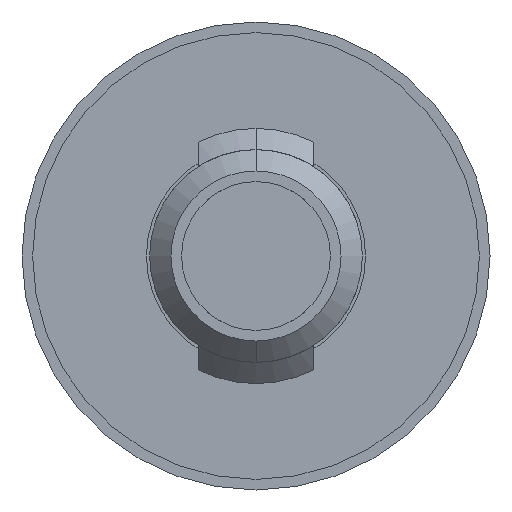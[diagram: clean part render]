
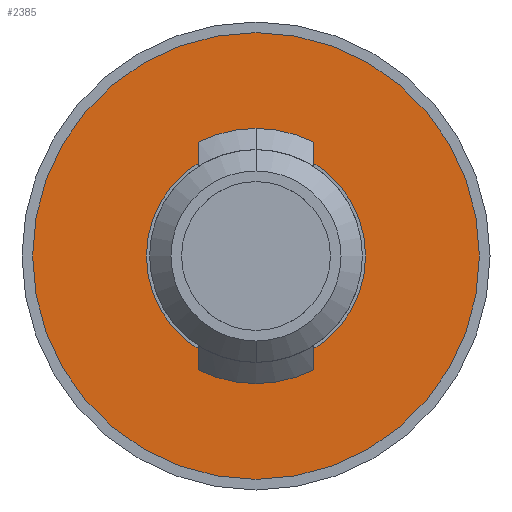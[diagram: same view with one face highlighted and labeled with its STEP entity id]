
A CAD part, front view. The second image highlights one B-rep face of the part: STEP entity #2385.
In plain terms, the highlighted planar face has unit normal (0, -1, 0).
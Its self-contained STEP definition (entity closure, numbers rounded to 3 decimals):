
#1080 = CARTESIAN_POINT ( 'NONE',  ( 0., -0.8, -10.5 ) ) ;
#1331 = CARTESIAN_POINT ( 'NONE',  ( 0., -0.8, 10.5 ) ) ;
#1367 = DIRECTION ( 'NONE',  ( 0., 0., 1. ) ) ;
#1368 = DIRECTION ( 'NONE',  ( 0., 1., 0. ) ) ;
#1369 = CARTESIAN_POINT ( 'NONE',  ( 0., -0.8, 0. ) ) ;
#1370 = AXIS2_PLACEMENT_3D ( 'NONE', #1369, #1368, #1367 ) ;
#1371 = CIRCLE ( 'NONE', #1370, 10.5 ) ;
#1497 = DIRECTION ( 'NONE',  ( 0., 0., 1. ) ) ;
#1498 = DIRECTION ( 'NONE',  ( 0., 1., 0. ) ) ;
#1499 = AXIS2_PLACEMENT_3D ( 'NONE', #1506, #1498, #1497 ) ;
#1500 = CIRCLE ( 'NONE', #1499, 10.5 ) ;
#1506 = CARTESIAN_POINT ( 'NONE',  ( 0., -0.8, 0. ) ) ;
#1578 = DIRECTION ( 'NONE',  ( 0., 0., 1. ) ) ;
#1579 = DIRECTION ( 'NONE',  ( 0., 1., 0. ) ) ;
#1580 = CARTESIAN_POINT ( 'NONE',  ( 0., -0.8, 0. ) ) ;
#1581 = AXIS2_PLACEMENT_3D ( 'NONE', #1580, #1579, #1578 ) ;
#1582 = CIRCLE ( 'NONE', #1581, 5.15 ) ;
#1587 = CARTESIAN_POINT ( 'NONE',  ( 0., -0.8, 5.15 ) ) ;
#1588 = CARTESIAN_POINT ( 'NONE',  ( 0., -0.8, -5.15 ) ) ;
#1619 = DIRECTION ( 'NONE',  ( 0., 0., 1. ) ) ;
#1620 = DIRECTION ( 'NONE',  ( 0., 1., 0. ) ) ;
#1621 = CARTESIAN_POINT ( 'NONE',  ( 0., -0.8, 0. ) ) ;
#1622 = AXIS2_PLACEMENT_3D ( 'NONE', #1621, #1620, #1619 ) ;
#1623 = PLANE ( 'NONE',  #1622 ) ;
#1624 = FACE_OUTER_BOUND ( 'NONE', #2417, .T. ) ;
#1625 = FACE_BOUND ( 'NONE', #2384, .T. ) ;
#1632 = DIRECTION ( 'NONE',  ( 0., 0., 1. ) ) ;
#1633 = DIRECTION ( 'NONE',  ( 0., 1., 0. ) ) ;
#1634 = CARTESIAN_POINT ( 'NONE',  ( 0., -0.8, 0. ) ) ;
#1635 = AXIS2_PLACEMENT_3D ( 'NONE', #1634, #1633, #1632 ) ;
#1636 = CIRCLE ( 'NONE', #1635, 5.15 ) ;
#2085 = VERTEX_POINT ( 'NONE', #1080 ) ;
#2226 = VERTEX_POINT ( 'NONE', #1331 ) ;
#2238 = EDGE_CURVE ( 'NONE', #2226, #2085, #1371, .T. ) ;
#2301 = EDGE_CURVE ( 'NONE', #2085, #2226, #1500, .T. ) ;
#2368 = VERTEX_POINT ( 'NONE', #1588 ) ;
#2369 = VERTEX_POINT ( 'NONE', #1587 ) ;
#2374 = EDGE_CURVE ( 'NONE', #2368, #2369, #1582, .T. ) ;
#2378 = EDGE_CURVE ( 'NONE', #2369, #2368, #1636, .T. ) ;
#2384 = EDGE_LOOP ( 'NONE', ( #2386, #2420 ) ) ;
#2385 = ADVANCED_FACE ( 'NONE', ( #1625, #1624 ), #1623, .F. ) ;
#2386 = ORIENTED_EDGE ( 'NONE', *, *, #2378, .T. ) ;
#2416 = ORIENTED_EDGE ( 'NONE', *, *, #2238, .F. ) ;
#2417 = EDGE_LOOP ( 'NONE', ( #2416, #2418 ) ) ;
#2418 = ORIENTED_EDGE ( 'NONE', *, *, #2301, .F. ) ;
#2420 = ORIENTED_EDGE ( 'NONE', *, *, #2374, .T. ) ;
